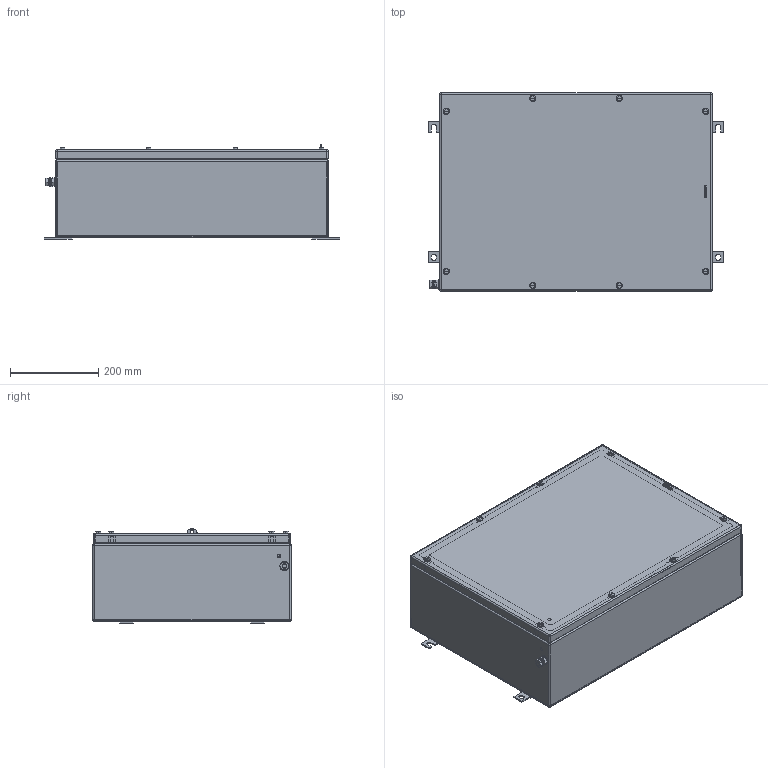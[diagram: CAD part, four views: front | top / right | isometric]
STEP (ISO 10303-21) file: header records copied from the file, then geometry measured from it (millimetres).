
FILE_DESCRIPTION(('CATIA V5 STEP Exchange','CAx-IF Rec.Pracs.--- Model Styling and Organization---1.4--- 2014-01-23'),'2;1');
FILE_NAME ('1157666-13_0_2698060000_2698060000.stp','2020-12-08T10:48:15+00:00',('none'),('Weidmueller'),'CATIA Version 5-6 Release 2016 SP3 HF44','CATIA V5 STEP AP214','none');
FILE_SCHEMA(('AUTOMOTIVE_DESIGN { 1 0 10303 214 1 1 1 1 }'));
Length unit declared in the file: millimetre
Products named in the file (1): 2698060000
Bounding box: 671 x 450 x 214.8 mm (x, y, z)
Volume: 1793071.4 mm3; surface area: 2268243.7 mm2
Topology: 48 solids, 48 shells, 1193 faces, 2956 edges, 1884 vertices
Faces by surface type: plane 712, cylinder 389, cone 48, sphere 24, torus 20
Entity records: 32965 total; most frequent: ORIENTED_EDGE 5840, CARTESIAN_POINT 5825, DIRECTION 4764, EDGE_CURVE 2920, VECTOR 2075, LINE 2075, VERTEX_POINT 1884, AXIS2_PLACEMENT_3D 1761
